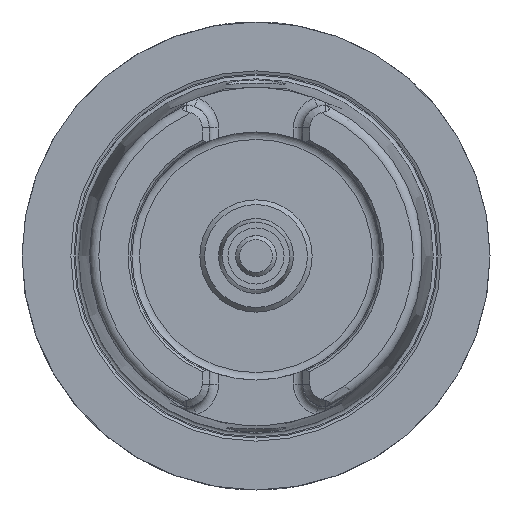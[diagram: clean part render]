
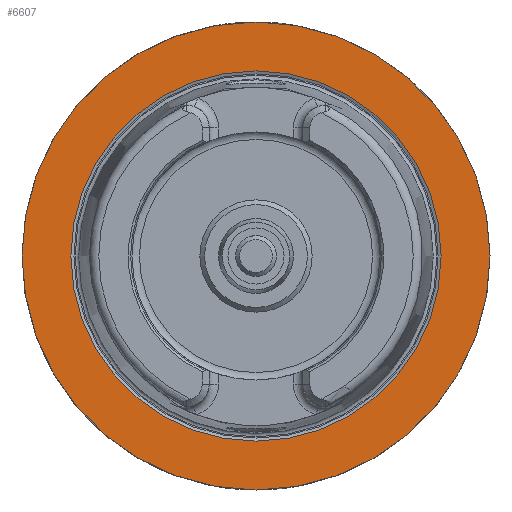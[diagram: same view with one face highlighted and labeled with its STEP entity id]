
A CAD part, left-side view. The second image highlights one B-rep face of the part: STEP entity #6607.
In plain terms, the highlighted planar face has unit normal (-1, 0, 0).
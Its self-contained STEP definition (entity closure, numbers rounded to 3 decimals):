
#5793=CARTESIAN_POINT('',(0.,50.0,0.0));
#5794=VERTEX_POINT('',#5793);
#5795=CARTESIAN_POINT('',(0.,0.,0.0));
#5796=DIRECTION('',(1.0,0.0,0.0));
#5797=DIRECTION('',(0.0,1.0,0.0));
#5798=AXIS2_PLACEMENT_3D('',#5795,#5796,#5797);
#5799=CIRCLE('',#5798,50.0);
#5800=EDGE_CURVE('',#5794,#5794,#5799,.T.);
#6581=CARTESIAN_POINT('',(0.,39.55,0.0));
#6582=VERTEX_POINT('',#6581);
#6583=CARTESIAN_POINT('',(0.,0.,0.0));
#6584=DIRECTION('',(1.0,0.0,0.0));
#6585=DIRECTION('',(0.0,1.0,0.0));
#6586=AXIS2_PLACEMENT_3D('',#6583,#6584,#6585);
#6587=CIRCLE('',#6586,39.55);
#6588=EDGE_CURVE('',#6582,#6582,#6587,.T.);
#6596=CARTESIAN_POINT('',(0.,44.775,0.0));
#6597=DIRECTION('',(-1.0,0.0,0.0));
#6598=DIRECTION('',(0.0,0.0,1.0));
#6599=AXIS2_PLACEMENT_3D('',#6596,#6597,#6598);
#6600=PLANE('',#6599);
#6601=ORIENTED_EDGE('',*,*,#5800,.F.);
#6602=EDGE_LOOP('',(#6601));
#6603=FACE_OUTER_BOUND('',#6602,.T.);
#6604=ORIENTED_EDGE('',*,*,#6588,.T.);
#6605=EDGE_LOOP('',(#6604));
#6606=FACE_BOUND('',#6605,.T.);
#6607=ADVANCED_FACE('',(#6603,#6606),#6600,.T.);
